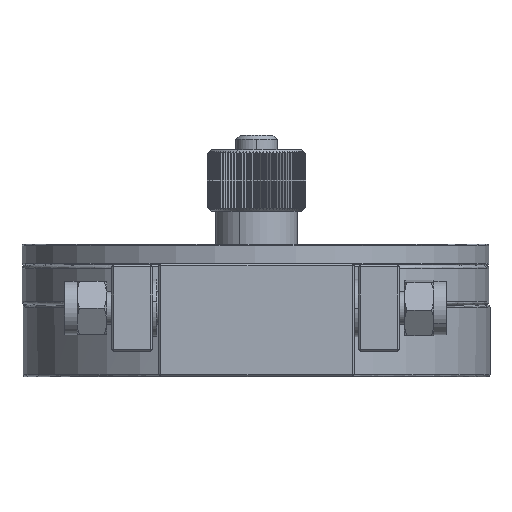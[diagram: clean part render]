
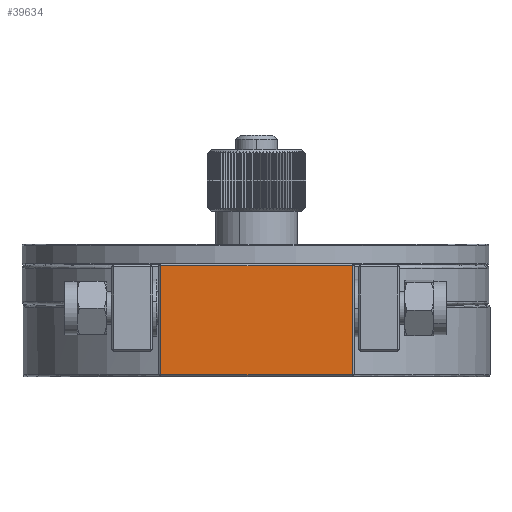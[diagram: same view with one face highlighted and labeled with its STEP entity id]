
A CAD part, left-side view. The second image highlights one B-rep face of the part: STEP entity #39634.
In plain terms, the highlighted planar face has unit normal (-1, 0, 0).
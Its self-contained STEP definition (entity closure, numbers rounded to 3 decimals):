
#3144 = VECTOR ( 'NONE', #39836, 1000. ) ;
#4503 = VECTOR ( 'NONE', #30379, 1000. ) ;
#4661 = VERTEX_POINT ( 'NONE', #14018 ) ;
#5515 = DIRECTION ( 'NONE',  ( 0., 0., -1. ) ) ;
#7581 = AXIS2_PLACEMENT_3D ( 'NONE', #33601, #14889, #36773 ) ;
#8690 = ORIENTED_EDGE ( 'NONE', *, *, #22279, .T. ) ;
#9287 = VECTOR ( 'NONE', #9384, 1000. ) ;
#9384 = DIRECTION ( 'NONE',  ( 0., 0., -1. ) ) ;
#10275 = LINE ( 'NONE', #40615, #9287 ) ;
#11958 = EDGE_LOOP ( 'NONE', ( #23367, #40064, #8690, #39523 ) ) ;
#13275 = VERTEX_POINT ( 'NONE', #25661 ) ;
#14018 = CARTESIAN_POINT ( 'NONE',  ( 0., 0.5, 23.25 ) ) ;
#14146 = EDGE_CURVE ( 'NONE', #4661, #13275, #10275, .T. ) ;
#14889 = DIRECTION ( 'NONE',  ( -1., 0., 0. ) ) ;
#16089 = VECTOR ( 'NONE', #5515, 1000. ) ;
#17065 = LINE ( 'NONE', #27635, #16089 ) ;
#17919 = CARTESIAN_POINT ( 'NONE',  ( 0., 27., -23.25 ) ) ;
#20465 = VERTEX_POINT ( 'NONE', #40199 ) ;
#21005 = CARTESIAN_POINT ( 'NONE',  ( 0., 0., -23.25 ) ) ;
#21146 = PLANE ( 'NONE',  #7581 ) ;
#21270 = CARTESIAN_POINT ( 'NONE',  ( 0., 0., 23.25 ) ) ;
#22279 = EDGE_CURVE ( 'NONE', #20465, #23625, #17065, .T. ) ;
#22460 = LINE ( 'NONE', #21005, #4503 ) ;
#23367 = ORIENTED_EDGE ( 'NONE', *, *, #14146, .F. ) ;
#23625 = VERTEX_POINT ( 'NONE', #17919 ) ;
#25661 = CARTESIAN_POINT ( 'NONE',  ( 0., 0.5, -23.25 ) ) ;
#27629 = EDGE_CURVE ( 'NONE', #4661, #20465, #35665, .T. ) ;
#27635 = CARTESIAN_POINT ( 'NONE',  ( 0., 27., 0. ) ) ;
#28741 = FACE_OUTER_BOUND ( 'NONE', #11958, .T. ) ;
#30379 = DIRECTION ( 'NONE',  ( 0., -1., 0. ) ) ;
#33601 = CARTESIAN_POINT ( 'NONE',  ( 0., 0., 0. ) ) ;
#35665 = LINE ( 'NONE', #21270, #3144 ) ;
#36773 = DIRECTION ( 'NONE',  ( 0., 0., 1. ) ) ;
#39523 = ORIENTED_EDGE ( 'NONE', *, *, #39619, .T. ) ;
#39619 = EDGE_CURVE ( 'NONE', #23625, #13275, #22460, .T. ) ;
#39634 = ADVANCED_FACE ( 'NONE', ( #28741 ), #21146, .T. ) ;
#39836 = DIRECTION ( 'NONE',  ( 0., 1., 0. ) ) ;
#40064 = ORIENTED_EDGE ( 'NONE', *, *, #27629, .T. ) ;
#40199 = CARTESIAN_POINT ( 'NONE',  ( 0., 27., 23.25 ) ) ;
#40615 = CARTESIAN_POINT ( 'NONE',  ( 0., 0.5, 0. ) ) ;
